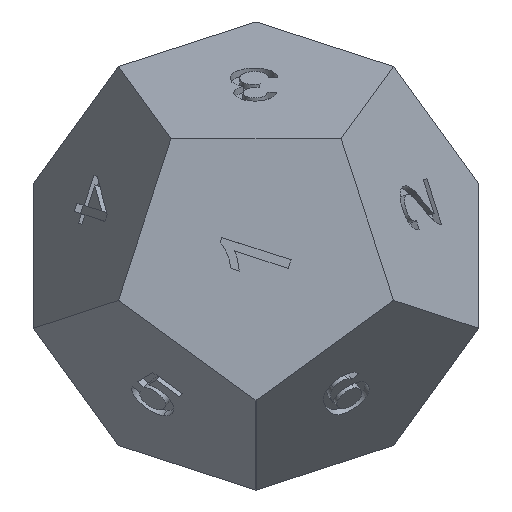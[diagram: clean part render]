
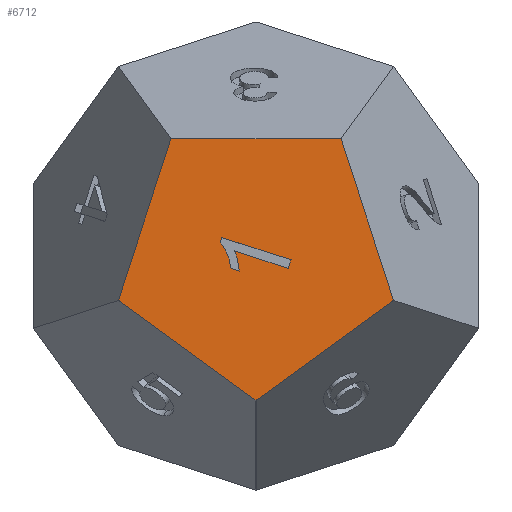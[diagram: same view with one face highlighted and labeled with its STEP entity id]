
A CAD part, top view. The second image highlights one B-rep face of the part: STEP entity #6712.
In plain terms, the highlighted planar face has unit normal (0, 0, 1).
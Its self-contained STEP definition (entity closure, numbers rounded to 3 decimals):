
#6599=CARTESIAN_POINT('',(0.,0.,26.18));
#6600=DIRECTION('',(0.,-0.,-1.));
#6601=DIRECTION('',(1.,0.,0.));
#6602=AXIS2_PLACEMENT_3D('',#6599,#6600,#6601);
#6603=PLANE('',#6602);
#6604=CARTESIAN_POINT('',(-5.878,8.09,26.18));
#6605=VERTEX_POINT('',#6604);
#6606=CARTESIAN_POINT('',(5.878,8.09,26.18));
#6607=VERTEX_POINT('',#6606);
#6608=CARTESIAN_POINT('',(-5.878,8.09,26.18));
#6609=DIRECTION('',(1.,0.,-0.));
#6610=VECTOR('',#6609,11.756);
#6611=LINE('',#6608,#6610);
#6612=EDGE_CURVE('',#6605,#6607,#6611,.T.);
#6613=ORIENTED_EDGE('',*,*,#6612,.F.);
#6614=CARTESIAN_POINT('',(-9.511,-3.09,26.18));
#6615=VERTEX_POINT('',#6614);
#6616=CARTESIAN_POINT('',(-9.511,-3.09,26.18));
#6617=DIRECTION('',(0.309,0.951,-0.));
#6618=VECTOR('',#6617,11.756);
#6619=LINE('',#6616,#6618);
#6620=EDGE_CURVE('',#6615,#6605,#6619,.T.);
#6621=ORIENTED_EDGE('',*,*,#6620,.F.);
#6622=CARTESIAN_POINT('',(-0.,-10.,26.18));
#6623=VERTEX_POINT('',#6622);
#6624=CARTESIAN_POINT('',(-0.,-10.,26.18));
#6625=DIRECTION('',(-0.809,0.588,-0.));
#6626=VECTOR('',#6625,11.756);
#6627=LINE('',#6624,#6626);
#6628=EDGE_CURVE('',#6623,#6615,#6627,.T.);
#6629=ORIENTED_EDGE('',*,*,#6628,.F.);
#6630=CARTESIAN_POINT('',(9.511,-3.09,26.18));
#6631=VERTEX_POINT('',#6630);
#6632=CARTESIAN_POINT('',(9.511,-3.09,26.18));
#6633=DIRECTION('',(-0.809,-0.588,0.));
#6634=VECTOR('',#6633,11.756);
#6635=LINE('',#6632,#6634);
#6636=EDGE_CURVE('',#6631,#6623,#6635,.T.);
#6637=ORIENTED_EDGE('',*,*,#6636,.F.);
#6638=CARTESIAN_POINT('',(5.878,8.09,26.18));
#6639=DIRECTION('',(0.309,-0.951,0.));
#6640=VECTOR('',#6639,11.756);
#6641=LINE('',#6638,#6640);
#6642=EDGE_CURVE('',#6607,#6631,#6641,.T.);
#6643=ORIENTED_EDGE('',*,*,#6642,.F.);
#6644=EDGE_LOOP('',(#6613,#6621,#6629,#6637,#6643));
#6645=FACE_BOUND('',#6644,.T.);
#6646=CARTESIAN_POINT('',(2.42,-0.293,26.18));
#6647=VERTEX_POINT('',#6646);
#6648=CARTESIAN_POINT('',(2.231,-0.876,26.18));
#6649=VERTEX_POINT('',#6648);
#6650=CARTESIAN_POINT('',(2.42,-0.293,26.18));
#6651=DIRECTION('',(-0.309,-0.951,0.));
#6652=VECTOR('',#6651,0.613);
#6653=LINE('',#6650,#6652);
#6654=EDGE_CURVE('',#6647,#6649,#6653,.T.);
#6655=ORIENTED_EDGE('',*,*,#6654,.T.);
#6656=CARTESIAN_POINT('',(-1.487,0.332,26.18));
#6657=VERTEX_POINT('',#6656);
#6658=CARTESIAN_POINT('',(2.231,-0.876,26.18));
#6659=DIRECTION('',(-0.951,0.309,-0.));
#6660=VECTOR('',#6659,3.909);
#6661=LINE('',#6658,#6660);
#6662=EDGE_CURVE('',#6649,#6657,#6661,.T.);
#6663=ORIENTED_EDGE('',*,*,#6662,.T.);
#6664=CARTESIAN_POINT('',(-1.163,-1.063,26.18));
#6665=VERTEX_POINT('',#6664);
#6666=CARTESIAN_POINT('',(-1.487,0.332,26.18));
#6667=CARTESIAN_POINT('',(-1.399,0.148,26.18));
#6668=CARTESIAN_POINT('',(-1.325,-0.08,26.18));
#6669=CARTESIAN_POINT('',(-1.265,-0.351,26.18));
#6670=CARTESIAN_POINT('',(-1.205,-0.623,26.18));
#6671=CARTESIAN_POINT('',(-1.171,-0.86,26.18));
#6672=CARTESIAN_POINT('',(-1.163,-1.063,26.18));
#6673=B_SPLINE_CURVE_WITH_KNOTS('',3,(#6666,#6667,#6668,#6669,#6670,#6671,#6672),.UNSPECIFIED.,.F.,.F.,(4,3,4),(0.,0.5,1.),.UNSPECIFIED.);
#6674=EDGE_CURVE('',#6657,#6665,#6673,.T.);
#6675=ORIENTED_EDGE('',*,*,#6674,.T.);
#6676=CARTESIAN_POINT('',(-1.727,-0.88,26.18));
#6677=VERTEX_POINT('',#6676);
#6678=CARTESIAN_POINT('',(-1.163,-1.063,26.18));
#6679=DIRECTION('',(-0.951,0.309,-0.));
#6680=VECTOR('',#6679,0.593);
#6681=LINE('',#6678,#6680);
#6682=EDGE_CURVE('',#6665,#6677,#6681,.T.);
#6683=ORIENTED_EDGE('',*,*,#6682,.T.);
#6684=CARTESIAN_POINT('',(-2.473,0.882,26.18));
#6685=VERTEX_POINT('',#6684);
#6686=CARTESIAN_POINT('',(-1.727,-0.88,26.18));
#6687=CARTESIAN_POINT('',(-1.774,-0.504,26.18));
#6688=CARTESIAN_POINT('',(-1.868,-0.158,26.18));
#6689=CARTESIAN_POINT('',(-2.007,0.157,26.18));
#6690=CARTESIAN_POINT('',(-2.145,0.472,26.18));
#6691=CARTESIAN_POINT('',(-2.301,0.714,26.18));
#6692=CARTESIAN_POINT('',(-2.473,0.882,26.18));
#6693=B_SPLINE_CURVE_WITH_KNOTS('',3,(#6686,#6687,#6688,#6689,#6690,#6691,#6692),.UNSPECIFIED.,.F.,.F.,(4,3,4),(0.,0.5,1.),.UNSPECIFIED.);
#6694=EDGE_CURVE('',#6677,#6685,#6693,.T.);
#6695=ORIENTED_EDGE('',*,*,#6694,.T.);
#6696=CARTESIAN_POINT('',(-2.351,1.258,26.18));
#6697=VERTEX_POINT('',#6696);
#6698=CARTESIAN_POINT('',(-2.473,0.882,26.18));
#6699=DIRECTION('',(0.309,0.951,-0.));
#6700=VECTOR('',#6699,0.395);
#6701=LINE('',#6698,#6700);
#6702=EDGE_CURVE('',#6685,#6697,#6701,.T.);
#6703=ORIENTED_EDGE('',*,*,#6702,.T.);
#6704=CARTESIAN_POINT('',(-2.351,1.258,26.18));
#6705=DIRECTION('',(0.951,-0.309,0.));
#6706=VECTOR('',#6705,5.017);
#6707=LINE('',#6704,#6706);
#6708=EDGE_CURVE('',#6697,#6647,#6707,.T.);
#6709=ORIENTED_EDGE('',*,*,#6708,.T.);
#6710=EDGE_LOOP('',(#6655,#6663,#6675,#6683,#6695,#6703,#6709));
#6711=FACE_BOUND('',#6710,.T.);
#6712=ADVANCED_FACE('',(#6645,#6711),#6603,.F.);
